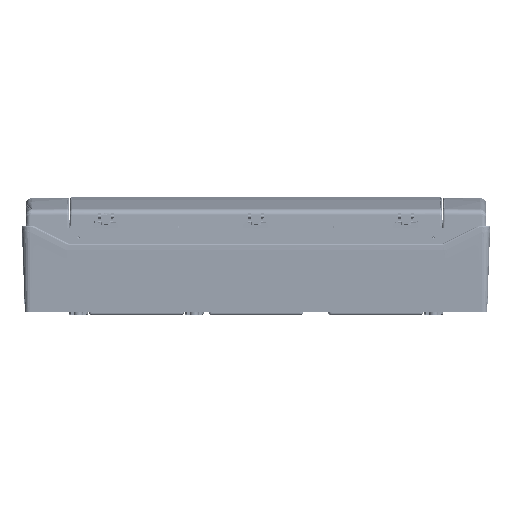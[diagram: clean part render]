
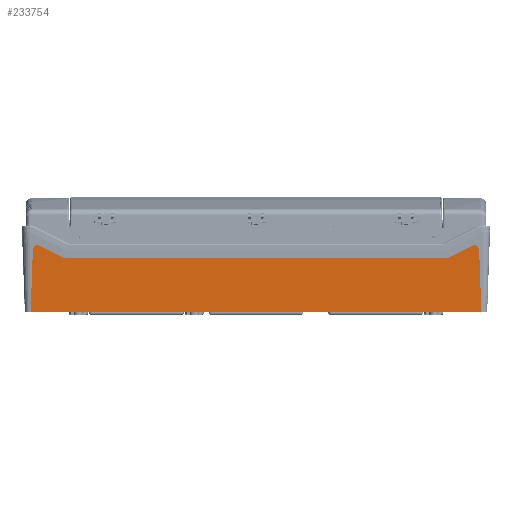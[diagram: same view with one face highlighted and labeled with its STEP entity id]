
A CAD part, left-side view. The second image highlights one B-rep face of the part: STEP entity #233754.
In plain terms, the highlighted planar face has unit normal (0.999, 0, 0.035).
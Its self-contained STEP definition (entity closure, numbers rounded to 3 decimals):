
#95353=DIRECTION('',(0.,1.,0.));
#95354=VECTOR('',#95353,564.508);
#95355=CARTESIAN_POINT('',(1507.547,76.863,
0.));
#95356=LINE('',#95355,#95354);
#116578=DIRECTION('',(0.035,-0.035,-0.999));
#116579=VECTOR('',#116578,78.27);
#116580=CARTESIAN_POINT('',(1504.817,79.595,
78.174));
#116581=LINE('',#116580,#116579);
#116582=CARTESIAN_POINT('',(1504.825,85.591,
77.965));
#116583=DIRECTION('',(0.999,0.,0.035));
#116584=DIRECTION('',(-0.031,0.45,0.892));
#116585=AXIS2_PLACEMENT_3D('',#116582,#116583,#116584);
#116587=DIRECTION('',(-0.016,-0.893,0.45));
#116588=VECTOR('',#116587,32.839);
#116589=CARTESIAN_POINT('',(1505.153,117.618,
68.552));
#116590=LINE('',#116589,#116588);
#116591=CARTESIAN_POINT('',(1504.842,122.117,
77.477));
#116592=DIRECTION('',(-0.999,0.,
-0.035));
#116593=DIRECTION('',(0.035,0.,
-0.999));
#116594=AXIS2_PLACEMENT_3D('',#116591,#116592,#116593);
#116596=DIRECTION('',(0.,-1.,0.));
#116597=VECTOR('',#116596,474.);
#116598=CARTESIAN_POINT('',(1505.191,596.117,
67.483));
#116599=LINE('',#116598,#116597);
#116600=CARTESIAN_POINT('',(1504.842,596.117,
77.477));
#116601=DIRECTION('',(-0.999,0.,
-0.035));
#116602=DIRECTION('',(0.031,0.45,-0.892));
#116603=AXIS2_PLACEMENT_3D('',#116600,#116601,#116602);
#116605=DIRECTION('',(0.016,-0.893,-0.45));
#116606=VECTOR('',#116605,32.839);
#116607=CARTESIAN_POINT('',(1504.638,629.944,
83.32));
#116608=LINE('',#116607,#116606);
#116609=CARTESIAN_POINT('',(1504.825,632.643,
77.965));
#116610=DIRECTION('',(0.999,0.,0.035));
#116611=DIRECTION('',(-0.001,0.999,0.035));
#116612=AXIS2_PLACEMENT_3D('',#116609,#116610,#116611);
#116614=DIRECTION('',(-0.035,-0.035,0.999));
#116615=VECTOR('',#116614,78.27);
#116616=CARTESIAN_POINT('',(1507.547,641.371,
0.));
#116617=LINE('',#116616,#116615);
#154316=CARTESIAN_POINT('',(1504.638,629.944,
83.32));
#154317=VERTEX_POINT('',#154316);
#154318=CARTESIAN_POINT('',(1504.817,638.64,
78.174));
#154319=VERTEX_POINT('',#154318);
#154322=CARTESIAN_POINT('',(1505.153,600.617,
68.552));
#154323=VERTEX_POINT('',#154322);
#154325=CARTESIAN_POINT('',(1505.191,596.117,
67.483));
#154326=VERTEX_POINT('',#154325);
#154329=CARTESIAN_POINT('',(1505.191,122.117,
67.483));
#154330=VERTEX_POINT('',#154329);
#154332=CARTESIAN_POINT('',(1505.153,117.618,
68.552));
#154333=VERTEX_POINT('',#154332);
#154336=CARTESIAN_POINT('',(1504.638,88.291,
83.32));
#154337=VERTEX_POINT('',#154336);
#154339=CARTESIAN_POINT('',(1504.817,79.595,
78.174));
#154340=VERTEX_POINT('',#154339);
#154353=CARTESIAN_POINT('',(1507.547,641.371,
0.));
#154355=VERTEX_POINT('',#154353);
#154357=CARTESIAN_POINT('',(1507.547,76.863,
0.));
#154358=VERTEX_POINT('',#154357);
#233729=CARTESIAN_POINT('',(1506.081,359.117,
41.988));
#233730=DIRECTION('',(0.999,0.,0.035));
#233731=DIRECTION('',(0.,1.,0.));
#233732=AXIS2_PLACEMENT_3D('',#233729,#233730,#233731);
#233733=PLANE('',#233732);
#233734=ORIENTED_EDGE('',*,*,#171846,.F.);
#233736=ORIENTED_EDGE('',*,*,#233735,.F.);
#233738=ORIENTED_EDGE('',*,*,#233737,.F.);
#233740=ORIENTED_EDGE('',*,*,#233739,.F.);
#233742=ORIENTED_EDGE('',*,*,#233741,.F.);
#233744=ORIENTED_EDGE('',*,*,#233743,.F.);
#233746=ORIENTED_EDGE('',*,*,#233745,.F.);
#233748=ORIENTED_EDGE('',*,*,#233747,.F.);
#233750=ORIENTED_EDGE('',*,*,#233749,.F.);
#233751=ORIENTED_EDGE('',*,*,#233708,.F.);
#233752=EDGE_LOOP('',(#233734,#233736,#233738,#233740,#233742,#233744,#233746,
#233748,#233750,#233751));
#233753=FACE_OUTER_BOUND('',#233752,.F.);
#116586=CIRCLE('',#116585,6.);
#116595=CIRCLE('',#116594,10.);
#116604=CIRCLE('',#116603,10.);
#116613=CIRCLE('',#116612,6.);
#171846=EDGE_CURVE('',#154358,#154355,#95356,.T.);
#233708=EDGE_CURVE('',#154355,#154319,#116617,.T.);
#233735=EDGE_CURVE('',#154340,#154358,#116581,.T.);
#233737=EDGE_CURVE('',#154337,#154340,#116586,.T.);
#233739=EDGE_CURVE('',#154333,#154337,#116590,.T.);
#233741=EDGE_CURVE('',#154330,#154333,#116595,.T.);
#233743=EDGE_CURVE('',#154326,#154330,#116599,.T.);
#233745=EDGE_CURVE('',#154323,#154326,#116604,.T.);
#233747=EDGE_CURVE('',#154317,#154323,#116608,.T.);
#233749=EDGE_CURVE('',#154319,#154317,#116613,.T.);
#233754=ADVANCED_FACE('',(#233753),#233733,.T.);
